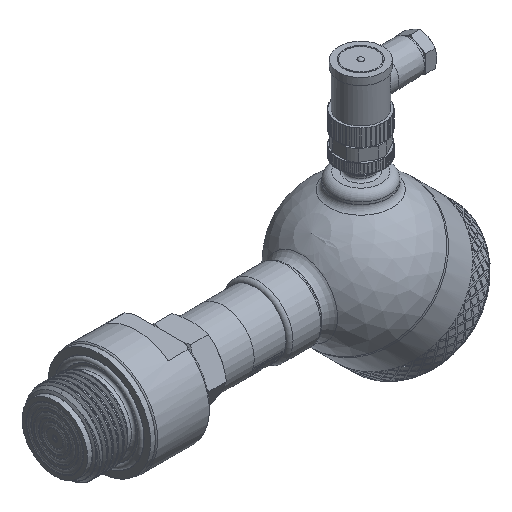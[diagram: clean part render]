
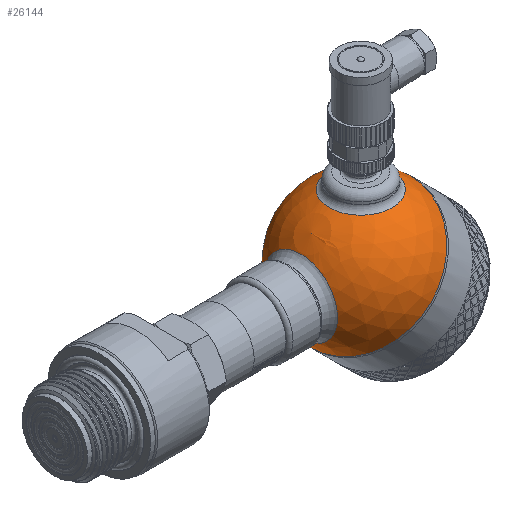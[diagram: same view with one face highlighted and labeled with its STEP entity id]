
A CAD part, isometric view. The second image highlights one B-rep face of the part: STEP entity #26144.
In plain terms, the highlighted spherical face has radius 30 mm.
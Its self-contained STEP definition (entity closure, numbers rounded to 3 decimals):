
#132=SPHERICAL_SURFACE('',#27665,30.);
#181=CIRCLE('',#27662,15.643);
#184=CIRCLE('',#27666,30.);
#185=CIRCLE('',#27667,30.);
#186=CIRCLE('',#27668,30.);
#187=CIRCLE('',#27669,13.5);
#1165=FACE_BOUND('',#5738,.T.);
#1166=FACE_BOUND('',#5739,.T.);
#4031=FACE_OUTER_BOUND('',#5737,.T.);
#5737=EDGE_LOOP('',(#18628,#18629,#18630,#18631));
#5738=EDGE_LOOP('',(#18632));
#5739=EDGE_LOOP('',(#18633));
#10583=VERTEX_POINT('',#41053);
#10585=VERTEX_POINT('',#41059);
#10586=VERTEX_POINT('',#41060);
#10587=VERTEX_POINT('',#41062);
#10588=VERTEX_POINT('',#41065);
#13632=EDGE_CURVE('',#10583,#10583,#181,.T.);
#13635=EDGE_CURVE('',#10585,#10586,#184,.T.);
#13636=EDGE_CURVE('',#10585,#10587,#185,.T.);
#13637=EDGE_CURVE('',#10586,#10585,#186,.T.);
#13638=EDGE_CURVE('',#10588,#10588,#187,.T.);
#18628=ORIENTED_EDGE('',*,*,#13635,.F.);
#18629=ORIENTED_EDGE('',*,*,#13636,.T.);
#18630=ORIENTED_EDGE('',*,*,#13636,.F.);
#18631=ORIENTED_EDGE('',*,*,#13637,.F.);
#18632=ORIENTED_EDGE('',*,*,#13632,.F.);
#18633=ORIENTED_EDGE('',*,*,#13638,.F.);
#26144=ADVANCED_FACE('',(#4031,#1165,#1166),#132,.T.);
#27662=AXIS2_PLACEMENT_3D('',#41054,#29569,#29570);
#27665=AXIS2_PLACEMENT_3D('',#41058,#29575,#29576);
#27666=AXIS2_PLACEMENT_3D('',#41061,#29577,#29578);
#27667=AXIS2_PLACEMENT_3D('',#41063,#29579,#29580);
#27668=AXIS2_PLACEMENT_3D('',#41064,#29581,#29582);
#27669=AXIS2_PLACEMENT_3D('',#41066,#29583,#29584);
#29569=DIRECTION('center_axis',(-0.707,0.,0.707));
#29570=DIRECTION('ref_axis',(0.707,0.,0.707));
#29575=DIRECTION('center_axis',(1.,0.,0.));
#29576=DIRECTION('ref_axis',(0.,-1.,0.));
#29577=DIRECTION('center_axis',(1.,0.,0.));
#29578=DIRECTION('ref_axis',(0.,1.,0.));
#29579=DIRECTION('center_axis',(0.,0.,1.));
#29580=DIRECTION('ref_axis',(0.,1.,0.));
#29581=DIRECTION('center_axis',(1.,0.,0.));
#29582=DIRECTION('ref_axis',(0.,1.,0.));
#29583=DIRECTION('center_axis',(-0.707,0.,-0.707));
#29584=DIRECTION('ref_axis',(-0.707,0.,0.707));
#41053=CARTESIAN_POINT('',(-29.162,0.,7.04));
#41054=CARTESIAN_POINT('Origin',(-18.101,0.,18.101));
#41058=CARTESIAN_POINT('Origin',(0.,0.,0.));
#41059=CARTESIAN_POINT('',(0.,30.,0.));
#41060=CARTESIAN_POINT('',(0.,-30.,0.));
#41061=CARTESIAN_POINT('Origin',(0.,0.,0.));
#41062=CARTESIAN_POINT('',(-30.,0.,0.));
#41063=CARTESIAN_POINT('Origin',(0.,0.,0.));
#41064=CARTESIAN_POINT('Origin',(0.,0.,0.));
#41065=CARTESIAN_POINT('',(-9.398,0.,-28.49));
#41066=CARTESIAN_POINT('Origin',(-18.944,0.,-18.944));
